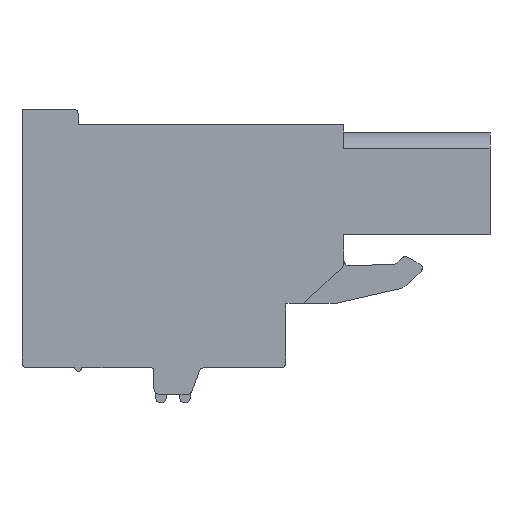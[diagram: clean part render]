
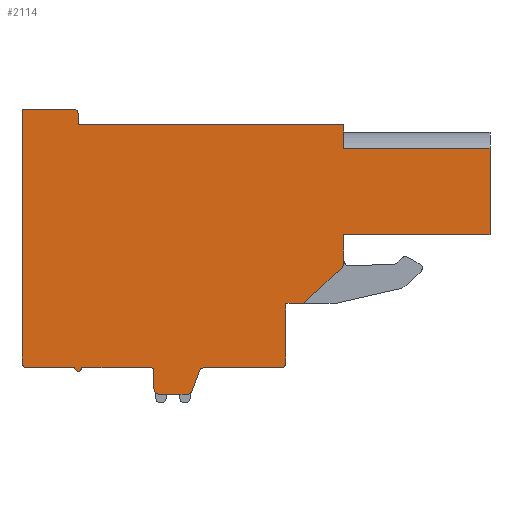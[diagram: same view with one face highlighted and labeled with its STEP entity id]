
A CAD part, left-side view. The second image highlights one B-rep face of the part: STEP entity #2114.
In plain terms, the highlighted planar face has unit normal (-1, 0, 0).
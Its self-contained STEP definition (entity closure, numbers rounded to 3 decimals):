
#1=DIRECTION('',(0.,1.,0.));
#2=VECTOR('',#1,8.3);
#3=CARTESIAN_POINT('',(0.,-13.96,5.635));
#4=LINE('',#3,#2);
#5=DIRECTION('',(0.,1.,0.));
#6=VECTOR('',#5,8.3);
#7=CARTESIAN_POINT('',(0.,-13.96,0.73));
#8=LINE('',#7,#6);
#9=DIRECTION('',(0.,0.,-1.));
#10=VECTOR('',#9,1.64);
#11=CARTESIAN_POINT('',(0.,-5.66,0.73));
#12=LINE('',#11,#10);
#13=CARTESIAN_POINT('',(0.,-5.36,-0.91));
#14=DIRECTION('',(1.,0.,0.));
#15=DIRECTION('',(0.,-1.,0.));
#16=AXIS2_PLACEMENT_3D('',#13,#14,#15);
#18=DIRECTION('',(0.,0.731,-0.683));
#19=VECTOR('',#18,3.018);
#20=CARTESIAN_POINT('',(0.,-5.565,-1.129));
#21=LINE('',#20,#19);
#22=DIRECTION('',(0.,1.,0.));
#23=VECTOR('',#22,1.);
#24=CARTESIAN_POINT('',(0.,-3.36,-3.19));
#25=LINE('',#24,#23);
#26=DIRECTION('',(0.,0.,-1.));
#27=VECTOR('',#26,0.5);
#28=CARTESIAN_POINT('',(0.,-2.36,-3.19));
#29=LINE('',#28,#27);
#30=DIRECTION('',(0.,0.,-1.));
#31=VECTOR('',#30,2.35);
#32=CARTESIAN_POINT('',(0.,-2.36,-3.69));
#33=LINE('',#32,#31);
#34=DIRECTION('',(0.,0.,-1.));
#35=VECTOR('',#34,0.5);
#36=CARTESIAN_POINT('',(0.,-2.36,-6.04));
#37=LINE('',#36,#35);
#38=CARTESIAN_POINT('',(0.,-2.06,-6.54));
#39=DIRECTION('',(1.,0.,0.));
#40=DIRECTION('',(0.,-1.,0.));
#41=AXIS2_PLACEMENT_3D('',#38,#39,#40);
#43=DIRECTION('',(0.,1.,0.));
#44=VECTOR('',#43,4.34);
#45=CARTESIAN_POINT('',(0.,-2.06,-6.84));
#46=LINE('',#45,#44);
#47=CARTESIAN_POINT('',(0.,2.28,-7.14));
#48=DIRECTION('',(-1.,0.,0.));
#49=DIRECTION('',(0.,0.,1.));
#50=AXIS2_PLACEMENT_3D('',#47,#48,#49);
#52=DIRECTION('',(0.,0.345,-0.939));
#53=VECTOR('',#52,1.179);
#54=CARTESIAN_POINT('',(0.,2.562,-7.037));
#55=LINE('',#54,#53);
#56=CARTESIAN_POINT('',(0.,3.25,-8.04));
#57=DIRECTION('',(1.,0.,0.));
#58=DIRECTION('',(0.,-0.939,-0.345));
#59=AXIS2_PLACEMENT_3D('',#56,#57,#58);
#61=DIRECTION('',(0.,1.,0.));
#62=VECTOR('',#61,1.59);
#63=CARTESIAN_POINT('',(0.,3.25,-8.34));
#64=LINE('',#63,#62);
#65=CARTESIAN_POINT('',(0.,4.84,-8.04));
#66=DIRECTION('',(1.,0.,0.));
#67=DIRECTION('',(0.,0.,-1.));
#68=AXIS2_PLACEMENT_3D('',#65,#66,#67);
#70=DIRECTION('',(0.,0.,1.));
#71=VECTOR('',#70,1.);
#72=CARTESIAN_POINT('',(0.,5.14,-8.04));
#73=LINE('',#72,#71);
#74=CARTESIAN_POINT('',(0.,5.34,-7.04));
#75=DIRECTION('',(-1.,0.,0.));
#76=DIRECTION('',(0.,-1.,0.));
#77=AXIS2_PLACEMENT_3D('',#74,#75,#76);
#79=DIRECTION('',(0.,1.,0.));
#80=VECTOR('',#79,3.9);
#81=CARTESIAN_POINT('',(0.,5.34,-6.84));
#82=LINE('',#81,#80);
#83=CARTESIAN_POINT('',(0.,9.44,-6.84));
#84=DIRECTION('',(1.,0.,0.));
#85=DIRECTION('',(0.,-1.,0.));
#86=AXIS2_PLACEMENT_3D('',#83,#84,#85);
#88=DIRECTION('',(0.,1.,0.));
#89=VECTOR('',#88,2.7);
#90=CARTESIAN_POINT('',(0.,9.64,-6.84));
#91=LINE('',#90,#89);
#92=CARTESIAN_POINT('',(0.,12.34,-6.54));
#93=DIRECTION('',(1.,0.,0.));
#94=DIRECTION('',(0.,0.,-1.));
#95=AXIS2_PLACEMENT_3D('',#92,#93,#94);
#97=DIRECTION('',(0.,0.,1.));
#98=VECTOR('',#97,0.5);
#99=CARTESIAN_POINT('',(0.,12.64,-6.54));
#100=LINE('',#99,#98);
#101=DIRECTION('',(0.,0.,1.));
#102=VECTOR('',#101,13.9);
#103=CARTESIAN_POINT('',(0.,12.64,-6.04));
#104=LINE('',#103,#102);
#105=DIRECTION('',(0.,-1.,0.));
#106=VECTOR('',#105,2.9);
#107=CARTESIAN_POINT('',(0.,12.64,7.86));
#108=LINE('',#107,#106);
#109=CARTESIAN_POINT('',(0.,9.74,7.56));
#110=DIRECTION('',(1.,0.,0.));
#111=DIRECTION('',(0.,0.,1.));
#112=AXIS2_PLACEMENT_3D('',#109,#110,#111);
#114=DIRECTION('',(0.,0.,-1.));
#115=VECTOR('',#114,0.6);
#116=CARTESIAN_POINT('',(0.,9.44,7.56));
#117=LINE('',#116,#115);
#118=DIRECTION('',(0.,-1.,0.));
#119=VECTOR('',#118,15.1);
#120=CARTESIAN_POINT('',(0.,9.44,6.96));
#121=LINE('',#120,#119);
#148=DIRECTION('',(0.,0.,1.));
#149=VECTOR('',#148,1.325);
#150=CARTESIAN_POINT('',(0.,-5.66,5.635));
#151=LINE('',#150,#149);
#329=DIRECTION('',(0.,0.,1.));
#330=VECTOR('',#329,4.905);
#331=CARTESIAN_POINT('',(0.,-13.96,0.73));
#332=LINE('',#331,#330);
#1559=CARTESIAN_POINT('',(0.,12.34,-6.84));
#1560=CARTESIAN_POINT('',(0.,12.64,-6.54));
#1561=VERTEX_POINT('',#1559);
#1562=VERTEX_POINT('',#1560);
#1563=CARTESIAN_POINT('',(0.,12.64,-6.04));
#1564=VERTEX_POINT('',#1563);
#1565=CARTESIAN_POINT('',(0.,12.64,7.86));
#1566=VERTEX_POINT('',#1565);
#1567=CARTESIAN_POINT('',(0.,9.74,7.86));
#1568=VERTEX_POINT('',#1567);
#1569=CARTESIAN_POINT('',(0.,9.44,7.56));
#1570=VERTEX_POINT('',#1569);
#1571=CARTESIAN_POINT('',(0.,9.44,6.96));
#1572=VERTEX_POINT('',#1571);
#1573=CARTESIAN_POINT('',(0.,-5.66,6.96));
#1574=VERTEX_POINT('',#1573);
#1575=CARTESIAN_POINT('',(0.,-13.96,0.73));
#1576=CARTESIAN_POINT('',(0.,-5.66,0.73));
#1577=VERTEX_POINT('',#1575);
#1578=VERTEX_POINT('',#1576);
#1579=CARTESIAN_POINT('',(0.,-5.66,-0.91));
#1580=VERTEX_POINT('',#1579);
#1581=CARTESIAN_POINT('',(0.,-5.565,-1.129));
#1582=VERTEX_POINT('',#1581);
#1583=CARTESIAN_POINT('',(0.,-3.36,-3.19));
#1584=VERTEX_POINT('',#1583);
#1585=CARTESIAN_POINT('',(0.,-2.36,-3.19));
#1586=VERTEX_POINT('',#1585);
#1587=CARTESIAN_POINT('',(0.,-2.36,-3.69));
#1588=VERTEX_POINT('',#1587);
#1589=CARTESIAN_POINT('',(0.,-2.36,-6.04));
#1590=VERTEX_POINT('',#1589);
#1591=CARTESIAN_POINT('',(0.,-2.36,-6.54));
#1592=VERTEX_POINT('',#1591);
#1593=CARTESIAN_POINT('',(0.,-2.06,-6.84));
#1594=VERTEX_POINT('',#1593);
#1595=CARTESIAN_POINT('',(0.,2.28,-6.84));
#1596=VERTEX_POINT('',#1595);
#1597=CARTESIAN_POINT('',(0.,2.562,-7.037));
#1598=VERTEX_POINT('',#1597);
#1599=CARTESIAN_POINT('',(0.,2.968,-8.143));
#1600=VERTEX_POINT('',#1599);
#1601=CARTESIAN_POINT('',(0.,3.25,-8.34));
#1602=VERTEX_POINT('',#1601);
#1603=CARTESIAN_POINT('',(0.,4.84,-8.34));
#1604=VERTEX_POINT('',#1603);
#1605=CARTESIAN_POINT('',(0.,5.14,-8.04));
#1606=VERTEX_POINT('',#1605);
#1607=CARTESIAN_POINT('',(0.,5.14,-7.04));
#1608=VERTEX_POINT('',#1607);
#1609=CARTESIAN_POINT('',(0.,5.34,-6.84));
#1610=VERTEX_POINT('',#1609);
#1611=CARTESIAN_POINT('',(0.,9.24,-6.84));
#1612=VERTEX_POINT('',#1611);
#1613=CARTESIAN_POINT('',(0.,9.64,-6.84));
#1614=VERTEX_POINT('',#1613);
#1727=CARTESIAN_POINT('',(0.,-13.96,5.635));
#1728=CARTESIAN_POINT('',(0.,-5.66,5.635));
#1729=VERTEX_POINT('',#1727);
#1730=VERTEX_POINT('',#1728);
#2047=CARTESIAN_POINT('',(0.,0.,0.));
#2048=DIRECTION('',(1.,0.,0.));
#2049=DIRECTION('',(0.,-1.,0.));
#2050=AXIS2_PLACEMENT_3D('',#2047,#2048,#2049);
#2051=PLANE('',#2050);
#2053=ORIENTED_EDGE('',*,*,#2052,.F.);
#2055=ORIENTED_EDGE('',*,*,#2054,.F.);
#2057=ORIENTED_EDGE('',*,*,#2056,.T.);
#2059=ORIENTED_EDGE('',*,*,#2058,.T.);
#2061=ORIENTED_EDGE('',*,*,#2060,.T.);
#2063=ORIENTED_EDGE('',*,*,#2062,.T.);
#2065=ORIENTED_EDGE('',*,*,#2064,.T.);
#2067=ORIENTED_EDGE('',*,*,#2066,.T.);
#2069=ORIENTED_EDGE('',*,*,#2068,.T.);
#2071=ORIENTED_EDGE('',*,*,#2070,.T.);
#2073=ORIENTED_EDGE('',*,*,#2072,.T.);
#2075=ORIENTED_EDGE('',*,*,#2074,.T.);
#2077=ORIENTED_EDGE('',*,*,#2076,.T.);
#2079=ORIENTED_EDGE('',*,*,#2078,.T.);
#2081=ORIENTED_EDGE('',*,*,#2080,.T.);
#2083=ORIENTED_EDGE('',*,*,#2082,.T.);
#2085=ORIENTED_EDGE('',*,*,#2084,.T.);
#2087=ORIENTED_EDGE('',*,*,#2086,.T.);
#2089=ORIENTED_EDGE('',*,*,#2088,.T.);
#2091=ORIENTED_EDGE('',*,*,#2090,.T.);
#2093=ORIENTED_EDGE('',*,*,#2092,.T.);
#2095=ORIENTED_EDGE('',*,*,#2094,.T.);
#2097=ORIENTED_EDGE('',*,*,#2096,.T.);
#2099=ORIENTED_EDGE('',*,*,#2098,.T.);
#2101=ORIENTED_EDGE('',*,*,#2100,.T.);
#2103=ORIENTED_EDGE('',*,*,#2102,.T.);
#2105=ORIENTED_EDGE('',*,*,#2104,.T.);
#2107=ORIENTED_EDGE('',*,*,#2106,.T.);
#2109=ORIENTED_EDGE('',*,*,#2108,.T.);
#2111=ORIENTED_EDGE('',*,*,#2110,.F.);
#2112=EDGE_LOOP('',(#2053,#2055,#2057,#2059,#2061,#2063,#2065,#2067,#2069,#2071,
#2073,#2075,#2077,#2079,#2081,#2083,#2085,#2087,#2089,#2091,#2093,#2095,#2097,
#2099,#2101,#2103,#2105,#2107,#2109,#2111));
#2113=FACE_OUTER_BOUND('',#2112,.F.);
#2114=ADVANCED_FACE('',(#2113),#2051,.F.);
#17=CIRCLE('',#16,0.3);
#42=CIRCLE('',#41,0.3);
#51=CIRCLE('',#50,0.3);
#60=CIRCLE('',#59,0.3);
#69=CIRCLE('',#68,0.3);
#78=CIRCLE('',#77,0.2);
#87=CIRCLE('',#86,0.2);
#96=CIRCLE('',#95,0.3);
#113=CIRCLE('',#112,0.3);
#2052=EDGE_CURVE('',#1729,#1730,#4,.T.);
#2054=EDGE_CURVE('',#1577,#1729,#332,.T.);
#2056=EDGE_CURVE('',#1577,#1578,#8,.T.);
#2058=EDGE_CURVE('',#1578,#1580,#12,.T.);
#2060=EDGE_CURVE('',#1580,#1582,#17,.T.);
#2062=EDGE_CURVE('',#1582,#1584,#21,.T.);
#2064=EDGE_CURVE('',#1584,#1586,#25,.T.);
#2066=EDGE_CURVE('',#1586,#1588,#29,.T.);
#2068=EDGE_CURVE('',#1588,#1590,#33,.T.);
#2070=EDGE_CURVE('',#1590,#1592,#37,.T.);
#2072=EDGE_CURVE('',#1592,#1594,#42,.T.);
#2074=EDGE_CURVE('',#1594,#1596,#46,.T.);
#2076=EDGE_CURVE('',#1596,#1598,#51,.T.);
#2078=EDGE_CURVE('',#1598,#1600,#55,.T.);
#2080=EDGE_CURVE('',#1600,#1602,#60,.T.);
#2082=EDGE_CURVE('',#1602,#1604,#64,.T.);
#2084=EDGE_CURVE('',#1604,#1606,#69,.T.);
#2086=EDGE_CURVE('',#1606,#1608,#73,.T.);
#2088=EDGE_CURVE('',#1608,#1610,#78,.T.);
#2090=EDGE_CURVE('',#1610,#1612,#82,.T.);
#2092=EDGE_CURVE('',#1612,#1614,#87,.T.);
#2094=EDGE_CURVE('',#1614,#1561,#91,.T.);
#2096=EDGE_CURVE('',#1561,#1562,#96,.T.);
#2098=EDGE_CURVE('',#1562,#1564,#100,.T.);
#2100=EDGE_CURVE('',#1564,#1566,#104,.T.);
#2102=EDGE_CURVE('',#1566,#1568,#108,.T.);
#2104=EDGE_CURVE('',#1568,#1570,#113,.T.);
#2106=EDGE_CURVE('',#1570,#1572,#117,.T.);
#2108=EDGE_CURVE('',#1572,#1574,#121,.T.);
#2110=EDGE_CURVE('',#1730,#1574,#151,.T.);
